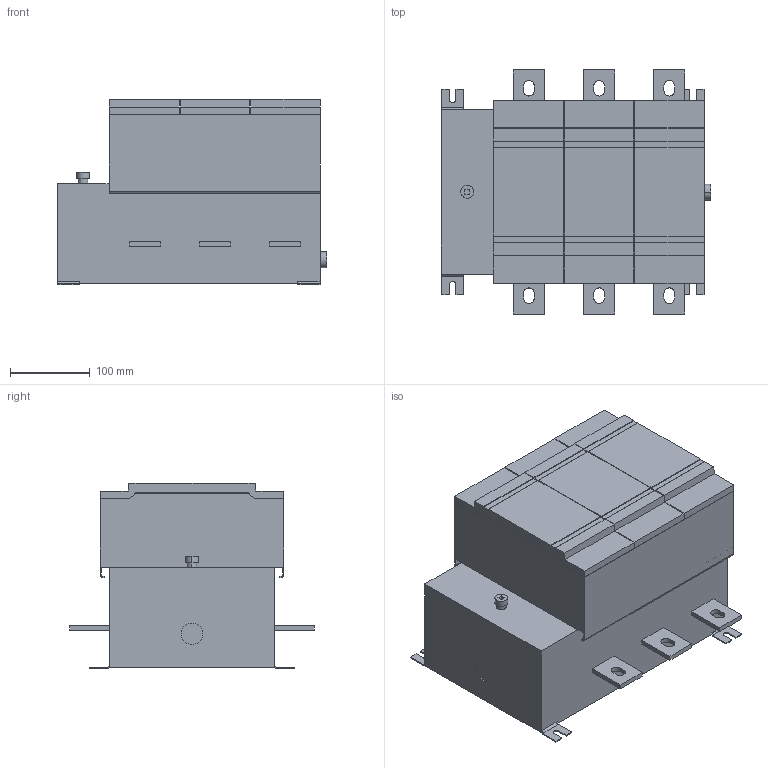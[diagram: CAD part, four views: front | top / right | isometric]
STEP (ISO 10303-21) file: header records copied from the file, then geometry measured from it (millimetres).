
FILE_DESCRIPTION((''),'2;1');
FILE_NAME('3d_GMFL800C03.stp','2018-05-30T11:23:52',(''),(''),'Mechanical Desktop 2009','Mechanical Desktop 2009',', , ');
FILE_SCHEMA(('CONFIG_CONTROL_DESIGN'));
Length unit declared in the file: millimetre
Products named in the file (1): Product
Bounding box: 338 x 306 x 233 mm (x, y, z)
Volume: 14872596.5 mm3; surface area: 452631.1 mm2
Topology: 1 solids, 1 shells, 216 faces, 594 edges, 396 vertices
Faces by surface type: plane 147, bspline 49, cylinder 20
Entity records: 6997 total; most frequent: CARTESIAN_POINT 1466, ORIENTED_EDGE 1188, DIRECTION 986, EDGE_CURVE 594, VECTOR 538, LINE 538, VERTEX_POINT 396, EDGE_LOOP 244
